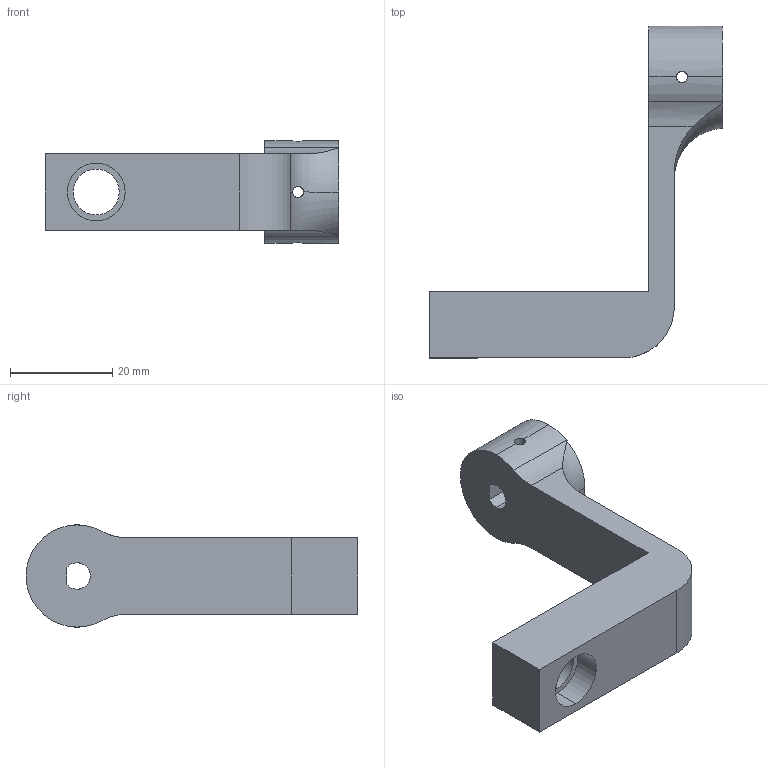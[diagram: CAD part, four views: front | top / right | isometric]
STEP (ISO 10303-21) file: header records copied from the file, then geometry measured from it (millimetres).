
FILE_DESCRIPTION (( 'STEP AP203' ), '1' );
FILE_NAME ('Link1_Default_sldprt.STEP', '2023-07-25T20:24:53', ( '' ), ( '' ), 'SwSTEP 2.0', 'SolidWorks 2020', '' );
FILE_SCHEMA (( 'CONFIG_CONTROL_DESIGN' ));
Length unit declared in the file: millimetre
Products named in the file (1): Link1_Default_sldprt
Bounding box: 57.5 x 65 x 20 mm (x, y, z)
Volume: 14814.6 mm3; surface area: 6390.7 mm2
Topology: 1 solids, 1 shells, 36 faces, 101 edges, 64 vertices
Faces by surface type: cylinder 23, plane 11, torus 2
Entity records: 1536 total; most frequent: CARTESIAN_POINT 516, ORIENTED_EDGE 202, DIRECTION 191, EDGE_CURVE 101, AXIS2_PLACEMENT_3D 73, VERTEX_POINT 64, LINE 45, EDGE_LOOP 45
